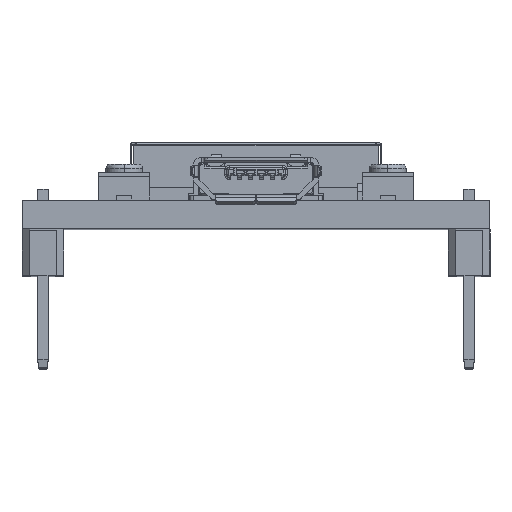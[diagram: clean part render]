
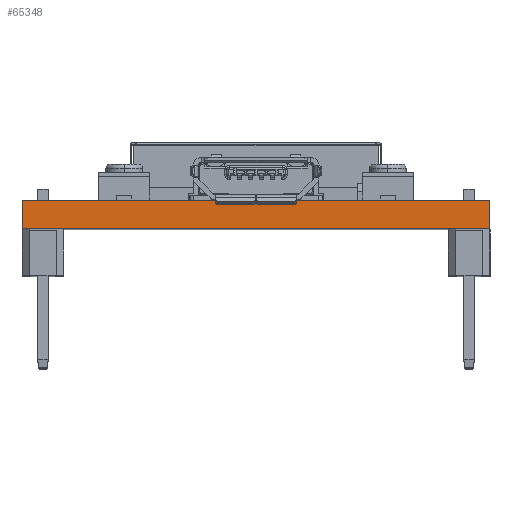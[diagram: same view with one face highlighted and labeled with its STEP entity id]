
A CAD part, top view. The second image highlights one B-rep face of the part: STEP entity #65348.
In plain terms, the highlighted planar face has unit normal (0, 0, 1).
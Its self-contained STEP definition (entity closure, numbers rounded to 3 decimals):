
#912 = DIRECTION ( 'NONE',  ( 0., 1., 0. ) ) ;
#2543 = LINE ( 'NONE', #45968, #71856 ) ;
#4212 = CARTESIAN_POINT ( 'NONE',  ( -13.95, 2.8, 24.1 ) ) ;
#4704 = LINE ( 'NONE', #60909, #58186 ) ;
#12915 = ORIENTED_EDGE ( 'NONE', *, *, #21237, .F. ) ;
#14538 = VECTOR ( 'NONE', #51610, 1000. ) ;
#14585 = ORIENTED_EDGE ( 'NONE', *, *, #79099, .F. ) ;
#21237 = EDGE_CURVE ( 'NONE', #73791, #54249, #2543, .T. ) ;
#23997 = CARTESIAN_POINT ( 'NONE',  ( 13.95, 4.5, 24.1 ) ) ;
#24425 = EDGE_CURVE ( 'NONE', #69895, #75079, #69308, .T. ) ;
#24982 = DIRECTION ( 'NONE',  ( 0., -1., 0. ) ) ;
#42722 = DIRECTION ( 'NONE',  ( 1., 0., 0. ) ) ;
#44042 = CARTESIAN_POINT ( 'NONE',  ( 13.95, 4.5, 24.1 ) ) ;
#44775 = AXIS2_PLACEMENT_3D ( 'NONE', #49621, #69019, #42722 ) ;
#45968 = CARTESIAN_POINT ( 'NONE',  ( -13.95, 4.5, 24.1 ) ) ;
#48201 = LINE ( 'NONE', #56339, #14538 ) ;
#49621 = CARTESIAN_POINT ( 'NONE',  ( 0., 4.5, 24.1 ) ) ;
#51610 = DIRECTION ( 'NONE',  ( 1., 0., 0. ) ) ;
#54249 = VERTEX_POINT ( 'NONE', #81964 ) ;
#56339 = CARTESIAN_POINT ( 'NONE',  ( 0., 4.5, 24.1 ) ) ;
#56752 = ORIENTED_EDGE ( 'NONE', *, *, #24425, .F. ) ;
#58186 = VECTOR ( 'NONE', #68610, 1000. ) ;
#60909 = CARTESIAN_POINT ( 'NONE',  ( 0., 2.8, 24.1 ) ) ;
#61999 = FACE_OUTER_BOUND ( 'NONE', #75291, .T. ) ;
#65348 = ADVANCED_FACE ( 'NONE', ( #61999 ), #75139, .T. ) ;
#67344 = VECTOR ( 'NONE', #24982, 1000. ) ;
#68610 = DIRECTION ( 'NONE',  ( 1., 0., 0. ) ) ;
#69019 = DIRECTION ( 'NONE',  ( 0., 0., 1. ) ) ;
#69308 = LINE ( 'NONE', #44042, #67344 ) ;
#69895 = VERTEX_POINT ( 'NONE', #23997 ) ;
#71627 = EDGE_CURVE ( 'NONE', #73791, #75079, #4704, .T. ) ;
#71856 = VECTOR ( 'NONE', #912, 1000. ) ;
#73791 = VERTEX_POINT ( 'NONE', #4212 ) ;
#75079 = VERTEX_POINT ( 'NONE', #80825 ) ;
#75139 = PLANE ( 'NONE',  #44775 ) ;
#75291 = EDGE_LOOP ( 'NONE', ( #14585, #12915, #75929, #56752 ) ) ;
#75929 = ORIENTED_EDGE ( 'NONE', *, *, #71627, .T. ) ;
#79099 = EDGE_CURVE ( 'NONE', #54249, #69895, #48201, .T. ) ;
#80825 = CARTESIAN_POINT ( 'NONE',  ( 13.95, 2.8, 24.1 ) ) ;
#81964 = CARTESIAN_POINT ( 'NONE',  ( -13.95, 4.5, 24.1 ) ) ;
